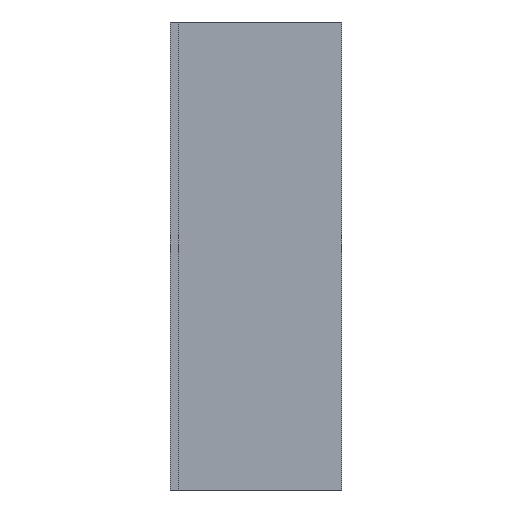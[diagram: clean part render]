
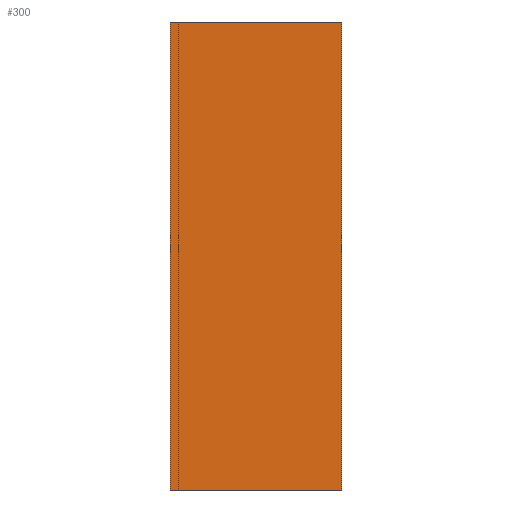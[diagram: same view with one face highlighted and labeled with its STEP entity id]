
A CAD part, left-side view. The second image highlights one B-rep face of the part: STEP entity #300.
In plain terms, the highlighted planar face has unit normal (-1, 0, 0).
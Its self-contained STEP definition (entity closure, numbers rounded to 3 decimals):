
#28=FACE_OUTER_BOUND('',#43,.T.);
#43=EDGE_LOOP('',(#253,#254,#255,#256));
#66=LINE('',#445,#106);
#70=LINE('',#452,#110);
#84=LINE('',#481,#124);
#85=LINE('',#482,#125);
#106=VECTOR('',#363,10.);
#110=VECTOR('',#369,10.);
#124=VECTOR('',#397,10.);
#125=VECTOR('',#398,10.);
#141=VERTEX_POINT('',#442);
#142=VERTEX_POINT('',#444);
#144=VERTEX_POINT('',#450);
#152=VERTEX_POINT('',#480);
#172=EDGE_CURVE('',#142,#141,#66,.T.);
#176=EDGE_CURVE('',#141,#144,#70,.T.);
#190=EDGE_CURVE('',#152,#144,#84,.T.);
#191=EDGE_CURVE('',#142,#152,#85,.T.);
#253=ORIENTED_EDGE('',*,*,#172,.T.);
#254=ORIENTED_EDGE('',*,*,#176,.T.);
#255=ORIENTED_EDGE('',*,*,#190,.F.);
#256=ORIENTED_EDGE('',*,*,#191,.F.);
#285=PLANE('',#329);
#300=ADVANCED_FACE('',(#28),#285,.T.);
#329=AXIS2_PLACEMENT_3D('',#479,#395,#396);
#363=DIRECTION('',(0.,0.,-1.));
#369=DIRECTION('',(0.,-1.,0.));
#395=DIRECTION('center_axis',(-1.,0.,0.));
#396=DIRECTION('ref_axis',(0.,0.,-1.));
#397=DIRECTION('',(0.,0.,-1.));
#398=DIRECTION('',(0.,-1.,0.));
#442=CARTESIAN_POINT('',(0.,0.,0.));
#444=CARTESIAN_POINT('',(0.,0.,109.));
#445=CARTESIAN_POINT('',(0.,0.,109.));
#450=CARTESIAN_POINT('',(0.,-40.,0.));
#452=CARTESIAN_POINT('',(0.,0.,0.));
#479=CARTESIAN_POINT('Origin',(0.,0.,109.));
#480=CARTESIAN_POINT('',(0.,-40.,109.));
#481=CARTESIAN_POINT('',(0.,-40.,109.));
#482=CARTESIAN_POINT('',(0.,0.,109.));
